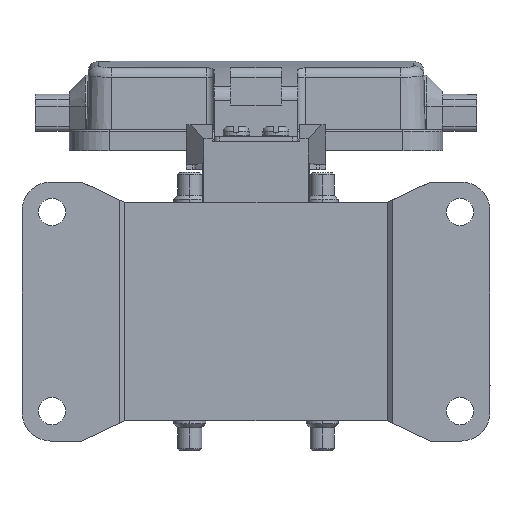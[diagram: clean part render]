
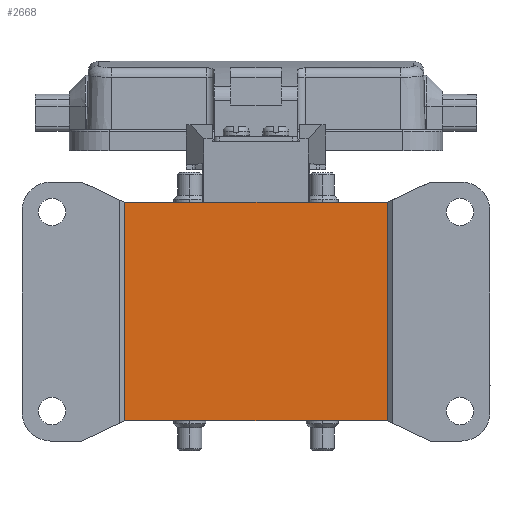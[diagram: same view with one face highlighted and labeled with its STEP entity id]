
A CAD part, front view. The second image highlights one B-rep face of the part: STEP entity #2668.
In plain terms, the highlighted planar face has unit normal (0, -1, 0).
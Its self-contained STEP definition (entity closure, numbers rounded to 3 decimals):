
#1716=FACE_OUTER_BOUND('',#7511,.T.);
#2668=ADVANCED_FACE('',(#1716),#3539,.T.);
#3539=PLANE('',#18442);
#3783=B_SPLINE_CURVE_WITH_KNOTS('',3,(#24339,#24340,#24341,#24342),
 .UNSPECIFIED.,.F.,.F.,(4,4),(0.,1.),.UNSPECIFIED.);
#3901=B_SPLINE_CURVE_WITH_KNOTS('',3,(#26286,#26287,#26288,#26289),
 .UNSPECIFIED.,.F.,.F.,(4,4),(0.,1.),.UNSPECIFIED.);
#3903=B_SPLINE_CURVE_WITH_KNOTS('',3,(#26306,#26307,#26308,#26309),
 .UNSPECIFIED.,.F.,.F.,(4,4),(0.,1.),.UNSPECIFIED.);
#3905=B_SPLINE_CURVE_WITH_KNOTS('',3,(#26320,#26321,#26322,#26323),
 .UNSPECIFIED.,.F.,.F.,(4,4),(0.,1.),.UNSPECIFIED.);
#3907=B_SPLINE_CURVE_WITH_KNOTS('',3,(#26330,#26331,#26332,#26333),
 .UNSPECIFIED.,.F.,.F.,(4,4),(0.,1.),.UNSPECIFIED.);
#3908=B_SPLINE_CURVE_WITH_KNOTS('',3,(#26334,#26335,#26336,#26337),
 .UNSPECIFIED.,.F.,.F.,(4,4),(0.,1.),.UNSPECIFIED.);
#3909=B_SPLINE_CURVE_WITH_KNOTS('',3,(#26339,#26340,#26341,#26342),
 .UNSPECIFIED.,.F.,.F.,(4,4),(0.,1.),.UNSPECIFIED.);
#3910=B_SPLINE_CURVE_WITH_KNOTS('',3,(#26344,#26345,#26346,#26347),
 .UNSPECIFIED.,.F.,.F.,(4,4),(0.,1.),.UNSPECIFIED.);
#7511=EDGE_LOOP('',(#9730,#9731,#9732,#9733,#9734,#9735,#9736,#9737));
#9730=ORIENTED_EDGE('',*,*,#16070,.F.);
#9731=ORIENTED_EDGE('',*,*,#15330,.T.);
#9732=ORIENTED_EDGE('',*,*,#16076,.F.);
#9733=ORIENTED_EDGE('',*,*,#16063,.F.);
#9734=ORIENTED_EDGE('',*,*,#16077,.F.);
#9735=ORIENTED_EDGE('',*,*,#16078,.F.);
#9736=ORIENTED_EDGE('',*,*,#16079,.F.);
#9737=ORIENTED_EDGE('',*,*,#16074,.F.);
#13609=VERTEX_POINT('',#24338);
#13610=VERTEX_POINT('',#24343);
#14089=VERTEX_POINT('',#26285);
#14090=VERTEX_POINT('',#26290);
#14095=VERTEX_POINT('',#26310);
#14098=VERTEX_POINT('',#26324);
#14099=VERTEX_POINT('',#26338);
#14100=VERTEX_POINT('',#26343);
#15330=EDGE_CURVE('',#13610,#13609,#3783,.T.);
#16063=EDGE_CURVE('',#14089,#14090,#3901,.T.);
#16070=EDGE_CURVE('',#13610,#14095,#3903,.T.);
#16074=EDGE_CURVE('',#14095,#14098,#3905,.T.);
#16076=EDGE_CURVE('',#14090,#13609,#3907,.T.);
#16077=EDGE_CURVE('',#14099,#14089,#3908,.T.);
#16078=EDGE_CURVE('',#14100,#14099,#3909,.T.);
#16079=EDGE_CURVE('',#14098,#14100,#3910,.T.);
#18442=AXIS2_PLACEMENT_3D('',#26348,#21023,#21024);
#21023=DIRECTION('',(0.,-1.,0.));
#21024=DIRECTION('',(-1.,0.,0.));
#24338=CARTESIAN_POINT('',(-0.65,50.375,62.434));
#24339=CARTESIAN_POINT('',(52.055,50.375,62.434));
#24340=CARTESIAN_POINT('',(34.487,50.375,62.434));
#24341=CARTESIAN_POINT('',(16.918,50.375,62.434));
#24342=CARTESIAN_POINT('',(-0.65,50.375,62.434));
#24343=CARTESIAN_POINT('',(52.055,50.375,62.434));
#26285=CARTESIAN_POINT('',(-0.668,50.375,18.594));
#26286=CARTESIAN_POINT('',(-0.668,50.376,18.594));
#26287=CARTESIAN_POINT('',(-0.668,50.376,33.21));
#26288=CARTESIAN_POINT('',(-0.668,50.376,47.826));
#26289=CARTESIAN_POINT('',(-0.668,50.376,62.441));
#26290=CARTESIAN_POINT('',(-0.668,50.375,62.441));
#26306=CARTESIAN_POINT('',(52.055,50.375,62.434));
#26307=CARTESIAN_POINT('',(52.061,50.375,62.436));
#26308=CARTESIAN_POINT('',(52.066,50.375,62.439));
#26309=CARTESIAN_POINT('',(52.072,50.375,62.442));
#26310=CARTESIAN_POINT('',(52.073,50.375,62.44));
#26320=CARTESIAN_POINT('',(52.073,50.376,62.44));
#26321=CARTESIAN_POINT('',(52.073,50.376,47.825));
#26322=CARTESIAN_POINT('',(52.073,50.376,33.209));
#26323=CARTESIAN_POINT('',(52.073,50.376,18.593));
#26324=CARTESIAN_POINT('',(52.073,50.375,18.593));
#26330=CARTESIAN_POINT('',(-0.667,50.375,62.442));
#26331=CARTESIAN_POINT('',(-0.662,50.375,62.439));
#26332=CARTESIAN_POINT('',(-0.656,50.375,62.436));
#26333=CARTESIAN_POINT('',(-0.65,50.375,62.434));
#26334=CARTESIAN_POINT('',(-0.65,50.375,18.601));
#26335=CARTESIAN_POINT('',(-0.656,50.375,18.598));
#26336=CARTESIAN_POINT('',(-0.661,50.375,18.596));
#26337=CARTESIAN_POINT('',(-0.667,50.375,18.593));
#26338=CARTESIAN_POINT('',(-0.65,50.375,18.6));
#26339=CARTESIAN_POINT('',(52.055,50.375,18.601));
#26340=CARTESIAN_POINT('',(34.487,50.375,18.601));
#26341=CARTESIAN_POINT('',(16.918,50.375,18.601));
#26342=CARTESIAN_POINT('',(-0.65,50.375,18.601));
#26343=CARTESIAN_POINT('',(52.055,50.375,18.601));
#26344=CARTESIAN_POINT('',(52.073,50.375,18.593));
#26345=CARTESIAN_POINT('',(52.067,50.375,18.595));
#26346=CARTESIAN_POINT('',(52.061,50.375,18.598));
#26347=CARTESIAN_POINT('',(52.055,50.375,18.601));
#26348=CARTESIAN_POINT('',(25.703,50.375,40.517));
